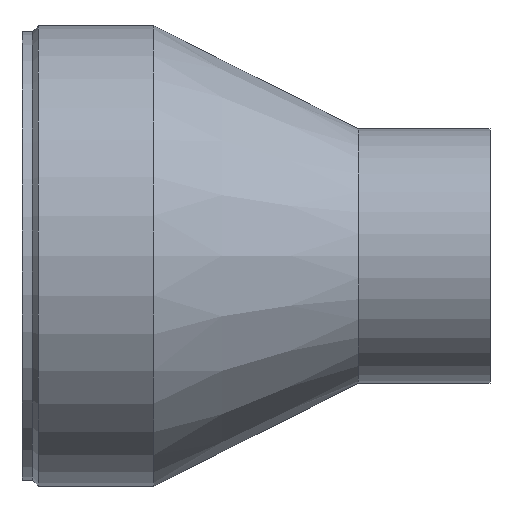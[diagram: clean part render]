
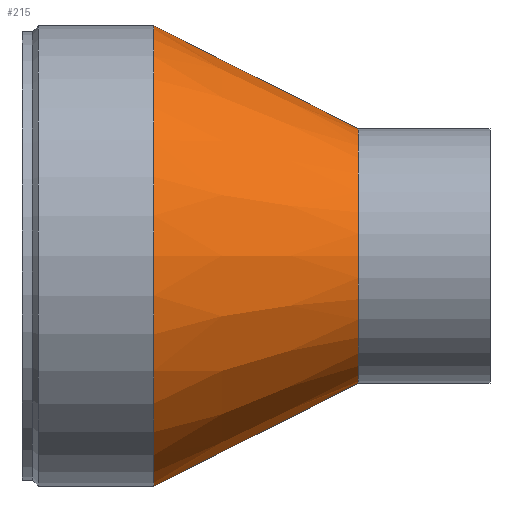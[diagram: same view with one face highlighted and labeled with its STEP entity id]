
A CAD part, top view. The second image highlights one B-rep face of the part: STEP entity #215.
In plain terms, the highlighted conical face has half-angle 26.729 degrees and reference radius 24.45 mm.
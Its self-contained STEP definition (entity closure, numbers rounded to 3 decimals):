
#173 = VERTEX_POINT( '', #385 );
#177 = EDGE_CURVE( '', #173, #269, #389, .T. );
#209 = EDGE_CURVE( '', #269, #255, #424, .T. );
#215 = ADVANCED_FACE( '', ( #432 ), #433, .T. );
#237 = EDGE_CURVE( '', #267, #173, #456, .T. );
#255 = VERTEX_POINT( '', #476 );
#267 = VERTEX_POINT( '', #489 );
#269 = VERTEX_POINT( '', #491 );
#285 = EDGE_CURVE( '', #267, #255, #512, .T. );
#385 = CARTESIAN_POINT( '', ( 0., -17.4, 0. ) );
#389 = CIRCLE( '', #624, 17.4 );
#424 = LINE( '', #672, #673 );
#432 = FACE_OUTER_BOUND( '', #681, .T. );
#433 = CONICAL_SURFACE( '', #682, 24.45, 0.467 );
#456 = LINE( '', #717, #718 );
#476 = CARTESIAN_POINT( '', ( -28., 31.5, 0. ) );
#489 = CARTESIAN_POINT( '', ( -28., -31.5, 0. ) );
#491 = CARTESIAN_POINT( '', ( 0., 17.4, 0. ) );
#512 = CIRCLE( '', #784, 31.5 );
#624 = AXIS2_PLACEMENT_3D( '', #907, #908, #909 );
#672 = CARTESIAN_POINT( '', ( -14., 24.45, 0. ) );
#673 = VECTOR( '', #950, 1. );
#681 = EDGE_LOOP( '', ( #960, #961, #962, #963 ) );
#682 = AXIS2_PLACEMENT_3D( '', #964, #965, #966 );
#717 = CARTESIAN_POINT( '', ( -14., -24.45, 0. ) );
#718 = VECTOR( '', #988, 1. );
#784 = AXIS2_PLACEMENT_3D( '', #1061, #1062, #1063 );
#907 = CARTESIAN_POINT( '', ( 0., 0., 0. ) );
#908 = DIRECTION( '', ( -1., 0., 0. ) );
#909 = DIRECTION( '', ( 0., 1., 0. ) );
#950 = DIRECTION( '', ( -0.893, 0.45, 0. ) );
#960 = ORIENTED_EDGE( '', *, *, #209, .T. );
#961 = ORIENTED_EDGE( '', *, *, #285, .F. );
#962 = ORIENTED_EDGE( '', *, *, #237, .T. );
#963 = ORIENTED_EDGE( '', *, *, #177, .T. );
#964 = CARTESIAN_POINT( '', ( -14., 0., 0. ) );
#965 = DIRECTION( '', ( -1., 0., 0. ) );
#966 = DIRECTION( '', ( 0., 1., 0. ) );
#988 = DIRECTION( '', ( 0.893, 0.45, 0. ) );
#1061 = CARTESIAN_POINT( '', ( -28., 0., 0. ) );
#1062 = DIRECTION( '', ( -1., 0., 0. ) );
#1063 = DIRECTION( '', ( 0., 1., 0. ) );
